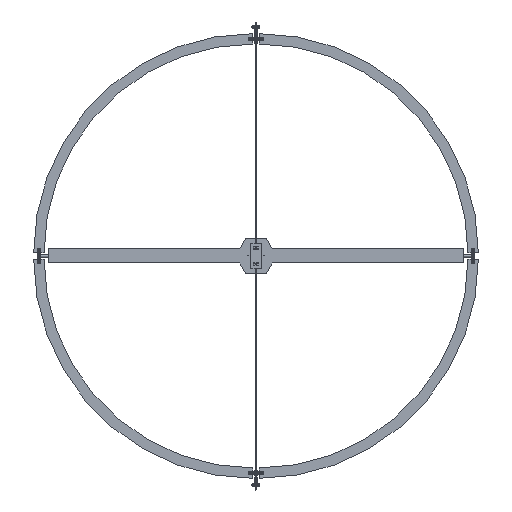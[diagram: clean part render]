
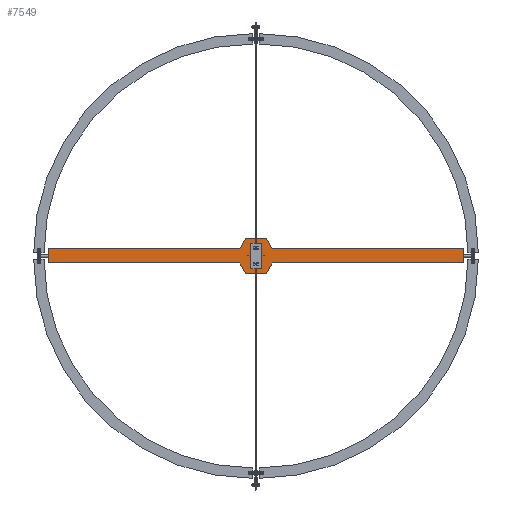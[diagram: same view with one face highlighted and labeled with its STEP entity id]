
A CAD part, front view. The second image highlights one B-rep face of the part: STEP entity #7549.
In plain terms, the highlighted planar face has unit normal (0, -1, 0).
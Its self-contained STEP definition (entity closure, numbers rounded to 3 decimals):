
#537=FACE_BOUND('',#1299,.T.);
#538=FACE_BOUND('',#1300,.T.);
#539=FACE_BOUND('',#1301,.T.);
#540=FACE_BOUND('',#1302,.T.);
#667=PLANE('',#8361);
#876=FACE_OUTER_BOUND('',#1298,.T.);
#1298=EDGE_LOOP('',(#5377,#5378,#5379,#5380,#5381,#5382,#5383,#5384,#5385,
#5386,#5387,#5388));
#1299=EDGE_LOOP('',(#5389));
#1300=EDGE_LOOP('',(#5390));
#1301=EDGE_LOOP('',(#5391));
#1302=EDGE_LOOP('',(#5392));
#1801=CIRCLE('',#8326,1.5);
#1803=CIRCLE('',#8329,1.5);
#1805=CIRCLE('',#8332,1.5);
#1807=CIRCLE('',#8335,1.5);
#2239=LINE('',#11782,#2837);
#2242=LINE('',#11788,#2840);
#2245=LINE('',#11794,#2843);
#2249=LINE('',#11803,#2847);
#2252=LINE('',#11809,#2850);
#2255=LINE('',#11815,#2853);
#2260=LINE('',#11824,#2858);
#2261=LINE('',#11827,#2859);
#2268=LINE('',#11840,#2866);
#2269=LINE('',#11843,#2867);
#2286=LINE('',#11882,#2884);
#2287=LINE('',#11884,#2885);
#2837=VECTOR('',#9307,10.);
#2840=VECTOR('',#9312,10.);
#2843=VECTOR('',#9317,10.);
#2847=VECTOR('',#9323,10.);
#2850=VECTOR('',#9328,10.);
#2853=VECTOR('',#9333,10.);
#2858=VECTOR('',#9340,10.);
#2859=VECTOR('',#9343,10.);
#2866=VECTOR('',#9352,10.);
#2867=VECTOR('',#9355,10.);
#2884=VECTOR('',#9400,10.);
#2885=VECTOR('',#9403,10.);
#3433=VERTEX_POINT('',#11754);
#3435=VERTEX_POINT('',#11760);
#3437=VERTEX_POINT('',#11766);
#3439=VERTEX_POINT('',#11772);
#3442=VERTEX_POINT('',#11779);
#3443=VERTEX_POINT('',#11781);
#3445=VERTEX_POINT('',#11787);
#3447=VERTEX_POINT('',#11793);
#3450=VERTEX_POINT('',#11800);
#3451=VERTEX_POINT('',#11802);
#3453=VERTEX_POINT('',#11808);
#3455=VERTEX_POINT('',#11814);
#3458=VERTEX_POINT('',#11822);
#3459=VERTEX_POINT('',#11826);
#3464=VERTEX_POINT('',#11838);
#3465=VERTEX_POINT('',#11842);
#4190=EDGE_CURVE('',#3433,#3433,#1801,.T.);
#4193=EDGE_CURVE('',#3435,#3435,#1803,.T.);
#4196=EDGE_CURVE('',#3437,#3437,#1805,.T.);
#4199=EDGE_CURVE('',#3439,#3439,#1807,.T.);
#4202=EDGE_CURVE('',#3443,#3442,#2239,.T.);
#4205=EDGE_CURVE('',#3445,#3443,#2242,.T.);
#4208=EDGE_CURVE('',#3447,#3445,#2245,.T.);
#4212=EDGE_CURVE('',#3451,#3450,#2249,.T.);
#4215=EDGE_CURVE('',#3453,#3451,#2252,.T.);
#4218=EDGE_CURVE('',#3455,#3453,#2255,.T.);
#4223=EDGE_CURVE('',#3458,#3442,#2260,.T.);
#4224=EDGE_CURVE('',#3447,#3459,#2261,.T.);
#4231=EDGE_CURVE('',#3464,#3450,#2268,.T.);
#4232=EDGE_CURVE('',#3455,#3465,#2269,.T.);
#4253=EDGE_CURVE('',#3465,#3458,#2286,.T.);
#4254=EDGE_CURVE('',#3459,#3464,#2287,.T.);
#5377=ORIENTED_EDGE('',*,*,#4223,.F.);
#5378=ORIENTED_EDGE('',*,*,#4253,.F.);
#5379=ORIENTED_EDGE('',*,*,#4232,.F.);
#5380=ORIENTED_EDGE('',*,*,#4218,.T.);
#5381=ORIENTED_EDGE('',*,*,#4215,.T.);
#5382=ORIENTED_EDGE('',*,*,#4212,.T.);
#5383=ORIENTED_EDGE('',*,*,#4231,.F.);
#5384=ORIENTED_EDGE('',*,*,#4254,.F.);
#5385=ORIENTED_EDGE('',*,*,#4224,.F.);
#5386=ORIENTED_EDGE('',*,*,#4208,.T.);
#5387=ORIENTED_EDGE('',*,*,#4205,.T.);
#5388=ORIENTED_EDGE('',*,*,#4202,.T.);
#5389=ORIENTED_EDGE('',*,*,#4190,.T.);
#5390=ORIENTED_EDGE('',*,*,#4193,.T.);
#5391=ORIENTED_EDGE('',*,*,#4196,.T.);
#5392=ORIENTED_EDGE('',*,*,#4199,.T.);
#7549=ADVANCED_FACE('',(#876,#537,#538,#539,#540),#667,.F.);
#8326=AXIS2_PLACEMENT_3D('',#11756,#9280,#9281);
#8329=AXIS2_PLACEMENT_3D('',#11762,#9287,#9288);
#8332=AXIS2_PLACEMENT_3D('',#11768,#9294,#9295);
#8335=AXIS2_PLACEMENT_3D('',#11774,#9301,#9302);
#8361=AXIS2_PLACEMENT_3D('',#11885,#9404,#9405);
#9280=DIRECTION('center_axis',(0.,1.,0.));
#9281=DIRECTION('ref_axis',(1.,0.,0.));
#9287=DIRECTION('center_axis',(0.,1.,0.));
#9288=DIRECTION('ref_axis',(1.,0.,0.));
#9294=DIRECTION('center_axis',(0.,1.,0.));
#9295=DIRECTION('ref_axis',(1.,0.,0.));
#9301=DIRECTION('center_axis',(0.,1.,0.));
#9302=DIRECTION('ref_axis',(1.,0.,0.));
#9307=DIRECTION('',(-0.866,0.,0.5));
#9312=DIRECTION('',(0.,0.,1.));
#9317=DIRECTION('',(0.866,0.,0.5));
#9323=DIRECTION('',(0.866,0.,-0.5));
#9328=DIRECTION('',(0.,0.,-1.));
#9333=DIRECTION('',(-0.866,0.,-0.5));
#9340=DIRECTION('',(0.,0.,-1.));
#9343=DIRECTION('',(0.,0.,-1.));
#9352=DIRECTION('',(0.,0.,1.));
#9355=DIRECTION('',(0.,0.,1.));
#9400=DIRECTION('',(1.,0.,0.));
#9403=DIRECTION('',(-1.,0.,0.));
#9404=DIRECTION('center_axis',(0.,1.,0.));
#9405=DIRECTION('ref_axis',(0.,0.,1.));
#11754=CARTESIAN_POINT('',(80.497,0.,-78.124));
#11756=CARTESIAN_POINT('Origin',(81.997,0.,-78.124));
#11760=CARTESIAN_POINT('',(80.497,0.,-14.124));
#11762=CARTESIAN_POINT('Origin',(81.997,0.,-14.124));
#11766=CARTESIAN_POINT('',(114.766,0.,-46.124));
#11768=CARTESIAN_POINT('Origin',(116.266,0.,-46.124));
#11772=CARTESIAN_POINT('',(50.766,0.,-46.124));
#11774=CARTESIAN_POINT('Origin',(52.266,0.,-46.124));
#11779=CARTESIAN_POINT('',(111.151,0.,17.058));
#11781=CARTESIAN_POINT('',(152.426,0.,-6.772));
#11782=CARTESIAN_POINT('',(84.266,0.,32.58));
#11787=CARTESIAN_POINT('',(152.426,0.,-85.476));
#11788=CARTESIAN_POINT('',(152.426,0.,-6.772));
#11793=CARTESIAN_POINT('',(111.151,0.,-109.306));
#11794=CARTESIAN_POINT('',(152.426,0.,-85.476));
#11800=CARTESIAN_POINT('',(56.151,0.,-108.597));
#11802=CARTESIAN_POINT('',(16.106,0.,-85.476));
#11803=CARTESIAN_POINT('',(84.266,0.,-124.829));
#11808=CARTESIAN_POINT('',(16.106,0.,-6.772));
#11809=CARTESIAN_POINT('',(16.106,0.,-85.476));
#11814=CARTESIAN_POINT('',(56.151,0.,16.349));
#11815=CARTESIAN_POINT('',(16.106,0.,-6.772));
#11822=CARTESIAN_POINT('',(111.151,0.,755.376));
#11824=CARTESIAN_POINT('',(111.151,0.,755.376));
#11826=CARTESIAN_POINT('',(111.151,0.,-847.624));
#11827=CARTESIAN_POINT('',(111.151,0.,755.376));
#11838=CARTESIAN_POINT('',(56.151,0.,-847.624));
#11840=CARTESIAN_POINT('',(56.151,0.,-847.624));
#11842=CARTESIAN_POINT('',(56.151,0.,755.376));
#11843=CARTESIAN_POINT('',(56.151,0.,-847.624));
#11882=CARTESIAN_POINT('',(56.151,0.,755.376));
#11884=CARTESIAN_POINT('',(111.151,0.,-847.624));
#11885=CARTESIAN_POINT('Origin',(83.651,0.,-46.124));
